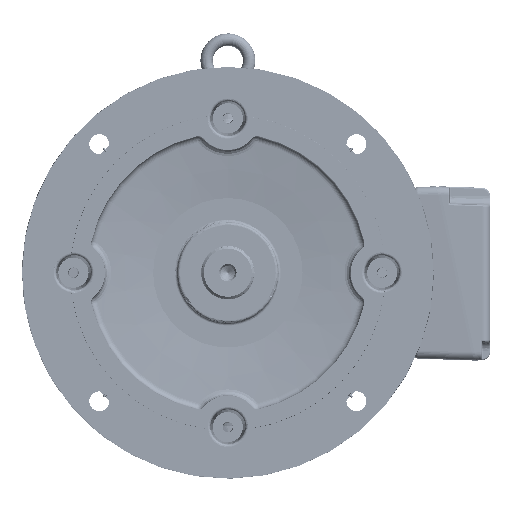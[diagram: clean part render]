
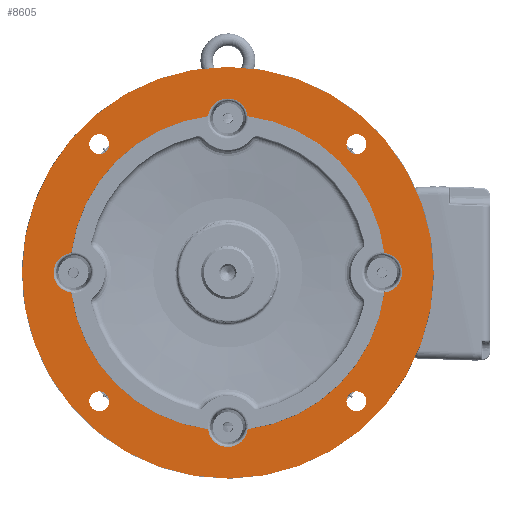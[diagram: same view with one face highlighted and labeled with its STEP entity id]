
A CAD part, left-side view. The second image highlights one B-rep face of the part: STEP entity #8605.
In plain terms, the highlighted planar face has unit normal (-1, 0, 0).
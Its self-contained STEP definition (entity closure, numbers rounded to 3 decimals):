
#8605 = ADVANCED_FACE( '', ( #19844, #19845, #19846, #19847, #19848, #19849 ), #19850, .T. );
#19844 = FACE_BOUND( '', #85715, .T. );
#19845 = FACE_BOUND( '', #85716, .T. );
#19846 = FACE_BOUND( '', #85717, .T. );
#19847 = FACE_BOUND( '', #85718, .T. );
#19848 = FACE_OUTER_BOUND( '', #85719, .T. );
#19849 = FACE_BOUND( '', #85720, .T. );
#19850 = PLANE( '', #85721 );
#85715 = EDGE_LOOP( '', ( #170963 ) );
#85716 = EDGE_LOOP( '', ( #170964 ) );
#85717 = EDGE_LOOP( '', ( #170965 ) );
#85718 = EDGE_LOOP( '', ( #170966 ) );
#85719 = EDGE_LOOP( '', ( #170967 ) );
#85720 = EDGE_LOOP( '', ( #170968, #170969, #170970, #170971, #170972, #170973, #170974, #170975 ) );
#85721 = AXIS2_PLACEMENT_3D( '', #170976, #170977, #170978 );
#170963 = ORIENTED_EDGE( '', *, *, #199889, .F. );
#170964 = ORIENTED_EDGE( '', *, *, #195226, .F. );
#170965 = ORIENTED_EDGE( '', *, *, #199890, .F. );
#170966 = ORIENTED_EDGE( '', *, *, #199891, .F. );
#170967 = ORIENTED_EDGE( '', *, *, #199093, .T. );
#170968 = ORIENTED_EDGE( '', *, *, #199892, .F. );
#170969 = ORIENTED_EDGE( '', *, *, #191151, .T. );
#170970 = ORIENTED_EDGE( '', *, *, #199893, .F. );
#170971 = ORIENTED_EDGE( '', *, *, #197549, .T. );
#170972 = ORIENTED_EDGE( '', *, *, #190443, .F. );
#170973 = ORIENTED_EDGE( '', *, *, #199894, .T. );
#170974 = ORIENTED_EDGE( '', *, *, #199895, .F. );
#170975 = ORIENTED_EDGE( '', *, *, #199896, .T. );
#170976 = CARTESIAN_POINT( '', ( -178., 0., 115. ) );
#170977 = DIRECTION( '', ( -1., 0., 0. ) );
#170978 = DIRECTION( '', ( 0., 0., 1. ) );
#190443 = EDGE_CURVE( '', #205713, #205715, #205716, .T. );
#191151 = EDGE_CURVE( '', #206983, #206987, #206989, .F. );
#195226 = EDGE_CURVE( '', #213881, #213881, #213882, .T. );
#197549 = EDGE_CURVE( '', #217403, #205715, #217406, .F. );
#199093 = EDGE_CURVE( '', #219590, #219590, #219591, .T. );
#199889 = EDGE_CURVE( '', #220654, #220654, #220655, .T. );
#199890 = EDGE_CURVE( '', #220656, #220656, #220657, .T. );
#199891 = EDGE_CURVE( '', #220658, #220658, #220659, .T. );
#199892 = EDGE_CURVE( '', #206983, #220660, #220661, .T. );
#199893 = EDGE_CURVE( '', #217403, #206987, #220662, .T. );
#199894 = EDGE_CURVE( '', #205713, #220663, #220664, .F. );
#199895 = EDGE_CURVE( '', #220665, #220663, #220666, .T. );
#199896 = EDGE_CURVE( '', #220665, #220660, #220667, .F. );
#205713 = VERTEX_POINT( '', #227834 );
#205715 = VERTEX_POINT( '', #227851 );
#205716 = CIRCLE( '', #227852, 115. );
#206983 = VERTEX_POINT( '', #234405 );
#206987 = VERTEX_POINT( '', #234424 );
#206989 = CIRCLE( '', #234441, 14.495 );
#213881 = VERTEX_POINT( '', #264822 );
#213882 = CIRCLE( '', #264823, 7.25 );
#217403 = VERTEX_POINT( '', #280354 );
#217406 = CIRCLE( '', #280372, 14.495 );
#219590 = VERTEX_POINT( '', #291982 );
#219591 = CIRCLE( '', #291983, 150. );
#220654 = VERTEX_POINT( '', #296710 );
#220655 = CIRCLE( '', #296711, 7.25 );
#220656 = VERTEX_POINT( '', #296712 );
#220657 = CIRCLE( '', #296713, 7.25 );
#220658 = VERTEX_POINT( '', #296714 );
#220659 = CIRCLE( '', #296715, 7.25 );
#220660 = VERTEX_POINT( '', #296716 );
#220661 = CIRCLE( '', #296717, 115. );
#220662 = CIRCLE( '', #296718, 115. );
#220663 = VERTEX_POINT( '', #296719 );
#220664 = CIRCLE( '', #296720, 14.495 );
#220665 = VERTEX_POINT( '', #296721 );
#220666 = CIRCLE( '', #296722, 115. );
#220667 = CIRCLE( '', #296723, 14.495 );
#227834 = CARTESIAN_POINT( '', ( -178., -114.094, 14.407 ) );
#227851 = CARTESIAN_POINT( '', ( -178., -14.407, 114.094 ) );
#227852 = AXIS2_PLACEMENT_3D( '', #326382, #326383, #326384 );
#234405 = CARTESIAN_POINT( '', ( -178., 114.094, -14.407 ) );
#234424 = CARTESIAN_POINT( '', ( -178., 114.094, 14.407 ) );
#234441 = AXIS2_PLACEMENT_3D( '', #327253, #327254, #327255 );
#264822 = CARTESIAN_POINT( '', ( -178., 93.692, 100.942 ) );
#264823 = AXIS2_PLACEMENT_3D( '', #332025, #332026, #332027 );
#280354 = CARTESIAN_POINT( '', ( -178., 14.407, 114.094 ) );
#280372 = AXIS2_PLACEMENT_3D( '', #334780, #334781, #334782 );
#291982 = CARTESIAN_POINT( '', ( -178., 0., 150. ) );
#291983 = AXIS2_PLACEMENT_3D( '', #336460, #336461, #336462 );
#296710 = CARTESIAN_POINT( '', ( -178., -93.692, 100.942 ) );
#296711 = AXIS2_PLACEMENT_3D( '', #337313, #337314, #337315 );
#296712 = CARTESIAN_POINT( '', ( -178., 93.692, -86.442 ) );
#296713 = AXIS2_PLACEMENT_3D( '', #337316, #337317, #337318 );
#296714 = CARTESIAN_POINT( '', ( -178., -93.692, -86.442 ) );
#296715 = AXIS2_PLACEMENT_3D( '', #337319, #337320, #337321 );
#296716 = CARTESIAN_POINT( '', ( -178., 14.407, -114.094 ) );
#296717 = AXIS2_PLACEMENT_3D( '', #337322, #337323, #337324 );
#296718 = AXIS2_PLACEMENT_3D( '', #337325, #337326, #337327 );
#296719 = CARTESIAN_POINT( '', ( -178., -114.094, -14.407 ) );
#296720 = AXIS2_PLACEMENT_3D( '', #337328, #337329, #337330 );
#296721 = CARTESIAN_POINT( '', ( -178., -14.407, -114.094 ) );
#296722 = AXIS2_PLACEMENT_3D( '', #337331, #337332, #337333 );
#296723 = AXIS2_PLACEMENT_3D( '', #337334, #337335, #337336 );
#326382 = CARTESIAN_POINT( '', ( -178., 0., 0. ) );
#326383 = DIRECTION( '', ( -1., 0., 0. ) );
#326384 = DIRECTION( '', ( 0., 0., 1. ) );
#327253 = CARTESIAN_POINT( '', ( -178., 112.5, 0. ) );
#327254 = DIRECTION( '', ( -1., 0., 0. ) );
#327255 = DIRECTION( '', ( 0., 0., 1. ) );
#332025 = CARTESIAN_POINT( '', ( -178., 93.692, 93.692 ) );
#332026 = DIRECTION( '', ( -1., 0., 0. ) );
#332027 = DIRECTION( '', ( 0., 0., 1. ) );
#334780 = CARTESIAN_POINT( '', ( -178., 0., 112.5 ) );
#334781 = DIRECTION( '', ( -1., 0., 0. ) );
#334782 = DIRECTION( '', ( 0., 0., 1. ) );
#336460 = CARTESIAN_POINT( '', ( -178., 0., 0. ) );
#336461 = DIRECTION( '', ( -1., 0., 0. ) );
#336462 = DIRECTION( '', ( 0., 0., 1. ) );
#337313 = CARTESIAN_POINT( '', ( -178., -93.692, 93.692 ) );
#337314 = DIRECTION( '', ( -1., 0., 0. ) );
#337315 = DIRECTION( '', ( 0., 0., 1. ) );
#337316 = CARTESIAN_POINT( '', ( -178., 93.692, -93.692 ) );
#337317 = DIRECTION( '', ( -1., 0., 0. ) );
#337318 = DIRECTION( '', ( 0., 0., 1. ) );
#337319 = CARTESIAN_POINT( '', ( -178., -93.692, -93.692 ) );
#337320 = DIRECTION( '', ( -1., 0., 0. ) );
#337321 = DIRECTION( '', ( 0., 0., 1. ) );
#337322 = CARTESIAN_POINT( '', ( -178., 0., 0. ) );
#337323 = DIRECTION( '', ( -1., 0., 0. ) );
#337324 = DIRECTION( '', ( 0., 0., 1. ) );
#337325 = CARTESIAN_POINT( '', ( -178., 0., 0. ) );
#337326 = DIRECTION( '', ( -1., 0., 0. ) );
#337327 = DIRECTION( '', ( 0., 0., 1. ) );
#337328 = CARTESIAN_POINT( '', ( -178., -112.5, 0. ) );
#337329 = DIRECTION( '', ( -1., 0., 0. ) );
#337330 = DIRECTION( '', ( 0., 0., 1. ) );
#337331 = CARTESIAN_POINT( '', ( -178., 0., 0. ) );
#337332 = DIRECTION( '', ( -1., 0., 0. ) );
#337333 = DIRECTION( '', ( 0., 0., 1. ) );
#337334 = CARTESIAN_POINT( '', ( -178., 0., -112.5 ) );
#337335 = DIRECTION( '', ( -1., 0., 0. ) );
#337336 = DIRECTION( '', ( 0., 0., 1. ) );
